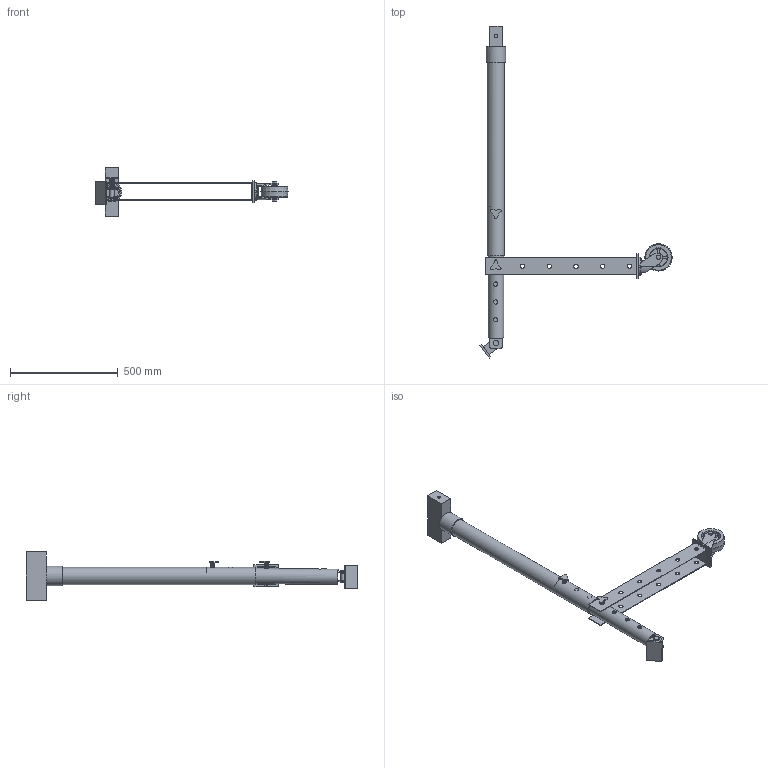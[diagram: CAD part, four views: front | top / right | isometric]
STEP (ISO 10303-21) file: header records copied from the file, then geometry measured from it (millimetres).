
FILE_DESCRIPTION(/* description */ (''),/* implementation_level */ '2;1');
FILE_NAME(/* name */ 'stand assembly v12.step',/* time_stamp */ '2023-12-15T18:53:30+05:30',/* author */ (''),/* organization */ (''),/* preprocessor_version */ 'ST-DEVELOPER v20',/* originating_system */ 'Autodesk Translation Framework v12.14.0.127',/* authorisation */ '');
FILE_SCHEMA (('AUTOMOTIVE_DESIGN { 1 0 10303 214 3 1 1 }'));
Length unit declared in the file: millimetre
Products named in the file (14): stand assembly; wheel stand; Component1; 30305T72_Samson Caster with 4-1-2 x 4 Mounting Plate; Component3; hand screw; outer part v7; Component3_1; Component4; Component5; stand_support; Part5; Part6; Part7
Assembly tree (14 placements, depth 3):
  stand assembly
    hand screw  x2
    wheel stand
      Component1
      30305T72_Samson Caster with 4-1-2 x 4 Mounting Plate
      Component3
    outer part v7
      Component3_1
      Component4
      Component5
    stand_support
      Part5
      Part6
      Part7
Bounding box: 894.48 x 1543.3 x 225 mm (x, y, z)
Volume: 3922443.2 mm3; surface area: 1296535.7 mm2
Topology: 15 solids, 15 shells, 489 faces, 1276 edges, 845 vertices
Faces by surface type: plane 227, cylinder 179, torus 46, cone 33, bspline 4
Full cylindrical faces by diameter (mm): 12.7 x5, 15 x2, 15.875 x3, 16.938 x46, 19.05 x1, 19.791 x46, 20 x25, 25 x2, 45.118 x2, 55.88 x2, 60 x1, 72 x1, 75 x1, 80 x1, 90 x1
Entity records: 20200 total; most frequent: CARTESIAN_POINT 9743, ORIENTED_EDGE 2168, DIRECTION 1967, EDGE_CURVE 1084, AXIS2_PLACEMENT_3D 763, VERTEX_POINT 717, EDGE_LOOP 521, LINE 441
